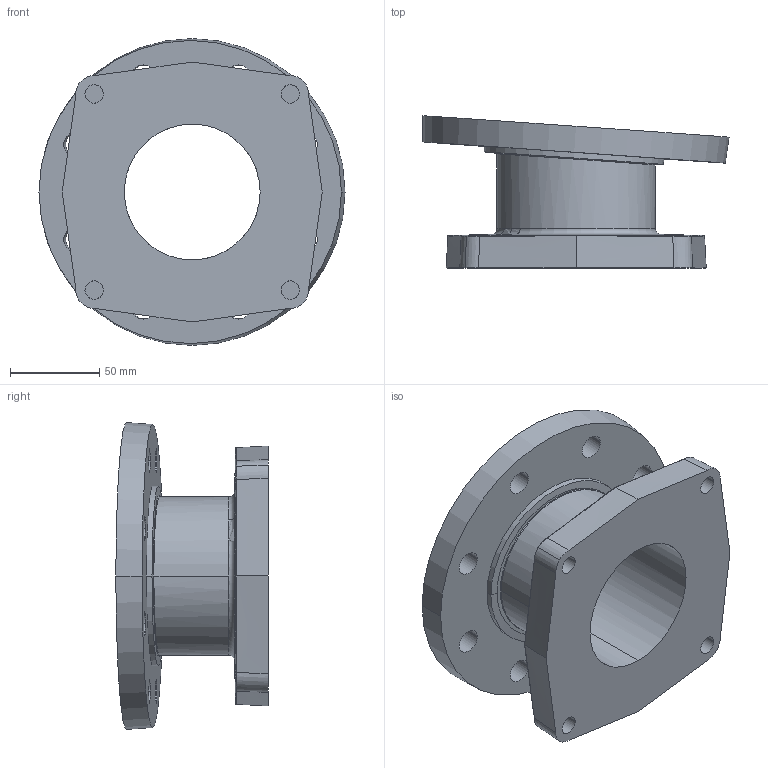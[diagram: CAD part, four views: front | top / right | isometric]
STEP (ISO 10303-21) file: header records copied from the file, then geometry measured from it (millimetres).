
FILE_DESCRIPTION((''),'2;1');
FILE_NAME('D20937','2014-05-19T',('sobri'),(''),'PRO/ENGINEER BY PARAMETRIC TECHNOLOGY CORPORATION, 2011180','PRO/ENGINEER BY PARAMETRIC TECHNOLOGY CORPORATION, 2011180','');
FILE_SCHEMA(('CONFIG_CONTROL_DESIGN'));
Length unit declared in the file: inch
Products named in the file (1): D20937
Bounding box: 171.69 x 85.39 x 172.11 mm (x, y, z)
Volume: 584786.1 mm3; surface area: 113964.8 mm2
Topology: 1 solids, 1 shells, 72 faces, 190 edges, 119 vertices
Faces by surface type: bspline 30, cylinder 28, cone 8, plane 4, torus 2
Entity records: 4566 total; most frequent: CARTESIAN_POINT 2895, ORIENTED_EDGE 380, DIRECTION 264, EDGE_CURVE 190, VERTEX_POINT 119, AXIS2_PLACEMENT_3D 106, EDGE_LOOP 97, B_SPLINE_CURVE_WITH_KNOTS 74
